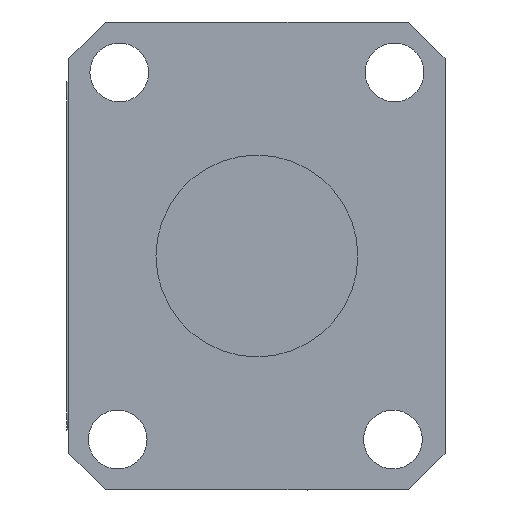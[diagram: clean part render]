
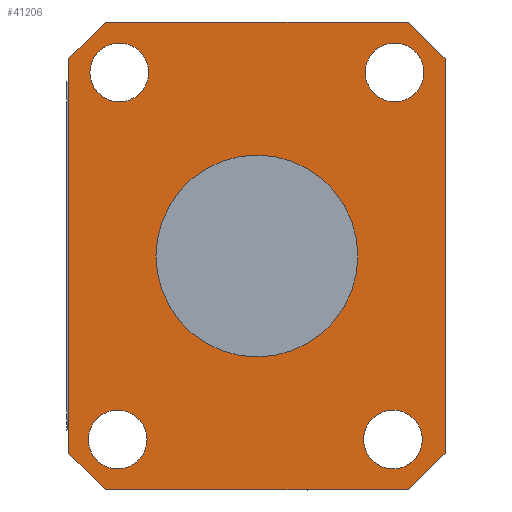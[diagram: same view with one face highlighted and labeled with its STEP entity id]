
A CAD part, front view. The second image highlights one B-rep face of the part: STEP entity #41206.
In plain terms, the highlighted planar face has unit normal (0, -1, 0).
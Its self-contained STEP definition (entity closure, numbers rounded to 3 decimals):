
#430=FACE_BOUND('',#7579,.T.);
#431=FACE_BOUND('',#7580,.T.);
#432=FACE_BOUND('',#7581,.T.);
#433=FACE_BOUND('',#7582,.T.);
#434=FACE_BOUND('',#7583,.T.);
#1371=CIRCLE('',#43784,1.6);
#1373=CIRCLE('',#43787,1.6);
#1375=CIRCLE('',#43790,1.6);
#1377=CIRCLE('',#43793,1.6);
#1379=CIRCLE('',#43798,5.5);
#5216=FACE_OUTER_BOUND('',#7578,.T.);
#7578=EDGE_LOOP('',(#36391,#36392,#36393,#36394,#36395,#36396,#36397,#36398));
#7579=EDGE_LOOP('',(#36399));
#7580=EDGE_LOOP('',(#36400));
#7581=EDGE_LOOP('',(#36401));
#7582=EDGE_LOOP('',(#36402));
#7583=EDGE_LOOP('',(#36403));
#12121=LINE('',#64645,#16947);
#12123=LINE('',#64649,#16949);
#12126=LINE('',#64655,#16952);
#12127=LINE('',#64657,#16953);
#12128=LINE('',#64659,#16954);
#12129=LINE('',#64661,#16955);
#12130=LINE('',#64663,#16956);
#12131=LINE('',#64664,#16957);
#16947=VECTOR('',#53017,10.);
#16949=VECTOR('',#53021,10.);
#16952=VECTOR('',#53026,10.);
#16953=VECTOR('',#53027,10.);
#16954=VECTOR('',#53028,10.);
#16955=VECTOR('',#53029,10.);
#16956=VECTOR('',#53030,10.);
#16957=VECTOR('',#53031,10.);
#20745=VERTEX_POINT('',#64615);
#20747=VERTEX_POINT('',#64621);
#20749=VERTEX_POINT('',#64627);
#20751=VERTEX_POINT('',#64633);
#20755=VERTEX_POINT('',#64642);
#20756=VERTEX_POINT('',#64644);
#20757=VERTEX_POINT('',#64648);
#20759=VERTEX_POINT('',#64654);
#20760=VERTEX_POINT('',#64656);
#20761=VERTEX_POINT('',#64658);
#20762=VERTEX_POINT('',#64660);
#20763=VERTEX_POINT('',#64662);
#20764=VERTEX_POINT('',#64665);
#26034=EDGE_CURVE('',#20745,#20745,#1371,.T.);
#26037=EDGE_CURVE('',#20747,#20747,#1373,.T.);
#26040=EDGE_CURVE('',#20749,#20749,#1375,.T.);
#26043=EDGE_CURVE('',#20751,#20751,#1377,.T.);
#26048=EDGE_CURVE('',#20755,#20756,#12121,.T.);
#26050=EDGE_CURVE('',#20757,#20756,#12123,.T.);
#26053=EDGE_CURVE('',#20755,#20759,#12126,.T.);
#26054=EDGE_CURVE('',#20760,#20759,#12127,.T.);
#26055=EDGE_CURVE('',#20760,#20761,#12128,.T.);
#26056=EDGE_CURVE('',#20762,#20761,#12129,.T.);
#26057=EDGE_CURVE('',#20762,#20763,#12130,.T.);
#26058=EDGE_CURVE('',#20757,#20763,#12131,.T.);
#26059=EDGE_CURVE('',#20764,#20764,#1379,.T.);
#36391=ORIENTED_EDGE('',*,*,#26048,.F.);
#36392=ORIENTED_EDGE('',*,*,#26053,.T.);
#36393=ORIENTED_EDGE('',*,*,#26054,.F.);
#36394=ORIENTED_EDGE('',*,*,#26055,.T.);
#36395=ORIENTED_EDGE('',*,*,#26056,.F.);
#36396=ORIENTED_EDGE('',*,*,#26057,.T.);
#36397=ORIENTED_EDGE('',*,*,#26058,.F.);
#36398=ORIENTED_EDGE('',*,*,#26050,.T.);
#36399=ORIENTED_EDGE('',*,*,#26034,.T.);
#36400=ORIENTED_EDGE('',*,*,#26037,.T.);
#36401=ORIENTED_EDGE('',*,*,#26040,.T.);
#36402=ORIENTED_EDGE('',*,*,#26043,.T.);
#36403=ORIENTED_EDGE('',*,*,#26059,.T.);
#39282=PLANE('',#43797);
#41206=ADVANCED_FACE('',(#5216,#430,#431,#432,#433,#434),#39282,.F.);
#43784=AXIS2_PLACEMENT_3D('',#64616,#52987,#52988);
#43787=AXIS2_PLACEMENT_3D('',#64622,#52994,#52995);
#43790=AXIS2_PLACEMENT_3D('',#64628,#53001,#53002);
#43793=AXIS2_PLACEMENT_3D('',#64634,#53008,#53009);
#43797=AXIS2_PLACEMENT_3D('',#64653,#53024,#53025);
#43798=AXIS2_PLACEMENT_3D('',#64666,#53032,#53033);
#52987=DIRECTION('center_axis',(0.,1.,0.));
#52988=DIRECTION('ref_axis',(-1.,0.,0.));
#52994=DIRECTION('center_axis',(0.,1.,0.));
#52995=DIRECTION('ref_axis',(-1.,0.,0.));
#53001=DIRECTION('center_axis',(0.,1.,0.));
#53002=DIRECTION('ref_axis',(-1.,0.,0.));
#53008=DIRECTION('center_axis',(0.,1.,0.));
#53009=DIRECTION('ref_axis',(-1.,0.,0.));
#53017=DIRECTION('',(-0.707,0.,0.707));
#53021=DIRECTION('',(0.,0.,-1.));
#53024=DIRECTION('center_axis',(0.,1.,0.));
#53025=DIRECTION('ref_axis',(-1.,0.,0.));
#53026=DIRECTION('',(1.,0.,0.));
#53027=DIRECTION('',(-0.707,0.,-0.707));
#53028=DIRECTION('',(0.,0.,1.));
#53029=DIRECTION('',(0.707,0.,-0.707));
#53030=DIRECTION('',(-1.,0.,0.));
#53031=DIRECTION('',(0.707,0.,0.707));
#53032=DIRECTION('center_axis',(0.,1.,0.));
#53033=DIRECTION('ref_axis',(0.,0.,
1.));
#64615=CARTESIAN_POINT('',(9.012,-8.,-18.));
#64616=CARTESIAN_POINT('Origin',(7.412,-8.,-18.));
#64621=CARTESIAN_POINT('',(-5.9,-8.,2.));
#64622=CARTESIAN_POINT('Origin',(-7.5,-8.,2.));
#64627=CARTESIAN_POINT('',(-5.988,-8.,-18.));
#64628=CARTESIAN_POINT('Origin',(-7.588,-8.,-18.));
#64633=CARTESIAN_POINT('',(9.1,-8.,2.));
#64634=CARTESIAN_POINT('Origin',(7.5,-8.,2.));
#64642=CARTESIAN_POINT('',(-8.25,-8.,-20.75));
#64644=CARTESIAN_POINT('',(-10.25,-8.,-18.75));
#64645=CARTESIAN_POINT('',(-9.875,-8.,-19.125));
#64648=CARTESIAN_POINT('',(-10.25,-8.,2.75));
#64649=CARTESIAN_POINT('',(-10.25,-8.,4.75));
#64653=CARTESIAN_POINT('Origin',(0.,-8.,-8.));
#64654=CARTESIAN_POINT('',(8.25,-8.,-20.75));
#64655=CARTESIAN_POINT('',(-10.25,-8.,-20.75));
#64656=CARTESIAN_POINT('',(10.25,-8.,-18.75));
#64657=CARTESIAN_POINT('',(9.875,-8.,-19.125));
#64658=CARTESIAN_POINT('',(10.25,-8.,2.75));
#64659=CARTESIAN_POINT('',(10.25,-8.,-20.75));
#64660=CARTESIAN_POINT('',(8.25,-8.,4.75));
#64661=CARTESIAN_POINT('',(9.875,-8.,3.125));
#64662=CARTESIAN_POINT('',(-8.25,-8.,4.75));
#64663=CARTESIAN_POINT('',(10.25,-8.,4.75));
#64664=CARTESIAN_POINT('',(-9.875,-8.,3.125));
#64665=CARTESIAN_POINT('',(0.,-8.,-13.5));
#64666=CARTESIAN_POINT('Origin',(0.,-8.,-8.));
